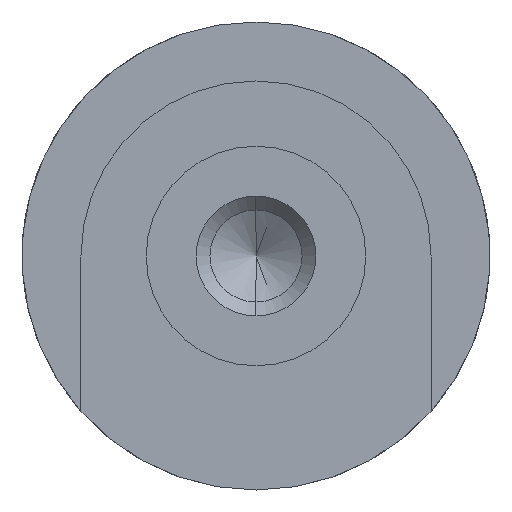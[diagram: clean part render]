
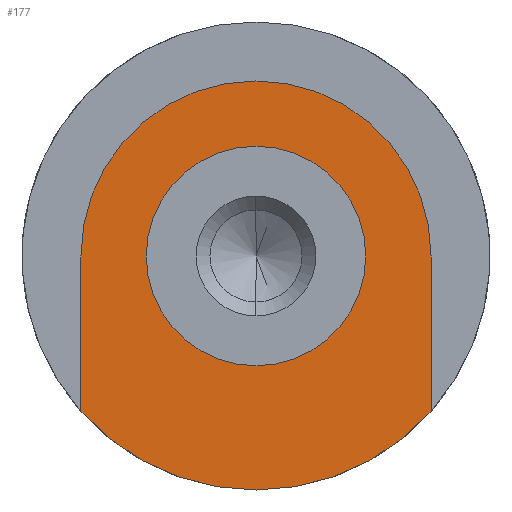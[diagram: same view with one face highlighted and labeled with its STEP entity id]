
A CAD part, left-side view. The second image highlights one B-rep face of the part: STEP entity #177.
In plain terms, the highlighted planar face has unit normal (-1, 0, 0).
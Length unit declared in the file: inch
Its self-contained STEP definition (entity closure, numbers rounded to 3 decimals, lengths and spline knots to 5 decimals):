
#13 = ORIENTED_EDGE ( 'NONE', *, *, #685, .F. ) ;
#19 = DIRECTION ( 'NONE',  ( -1., 0., 0. ) ) ;
#24 = CARTESIAN_POINT ( 'NONE',  ( 0., -0.374, 0. ) ) ;
#32 = DIRECTION ( 'NONE',  ( 0., 0., -1. ) ) ;
#33 = VERTEX_POINT ( 'NONE', #170 ) ;
#60 = AXIS2_PLACEMENT_3D ( 'NONE', #374, #696, #917 ) ;
#70 = CARTESIAN_POINT ( 'NONE',  ( 0., 0.2345, 0. ) ) ;
#76 = EDGE_CURVE ( 'NONE', #500, #199, #769, .T. ) ;
#103 = CARTESIAN_POINT ( 'NONE',  ( 0., 0.5, 0. ) ) ;
#110 = CARTESIAN_POINT ( 'NONE',  ( 0., 0.374, 0. ) ) ;
#134 = DIRECTION ( 'NONE',  ( 0., -1., 0. ) ) ;
#154 = ORIENTED_EDGE ( 'NONE', *, *, #582, .F. ) ;
#165 = CARTESIAN_POINT ( 'NONE',  ( 0., 0., -0.5 ) ) ;
#170 = CARTESIAN_POINT ( 'NONE',  ( 0., 0.374, -0.33185 ) ) ;
#177 = ADVANCED_FACE ( 'NONE', ( #261, #830 ), #819, .F. ) ;
#196 = ORIENTED_EDGE ( 'NONE', *, *, #76, .T. ) ;
#199 = VERTEX_POINT ( 'NONE', #838 ) ;
#201 = DIRECTION ( 'NONE',  ( 0., -1., 0. ) ) ;
#214 = CARTESIAN_POINT ( 'NONE',  ( 0., -0.2345, 0. ) ) ;
#224 = DIRECTION ( 'NONE',  ( -1., 0., 0. ) ) ;
#260 = AXIS2_PLACEMENT_3D ( 'NONE', #299, #224, #134 ) ;
#261 = FACE_BOUND ( 'NONE', #877, .T. ) ;
#264 = CIRCLE ( 'NONE', #392, 0.5 ) ;
#270 = VECTOR ( 'NONE', #657, 39.37008 ) ;
#299 = CARTESIAN_POINT ( 'NONE',  ( 0., 0., 0. ) ) ;
#331 = DIRECTION ( 'NONE',  ( 0., 0., -1. ) ) ;
#354 = AXIS2_PLACEMENT_3D ( 'NONE', #504, #664, #201 ) ;
#362 = DIRECTION ( 'NONE',  ( 0., 0., 1. ) ) ;
#374 = CARTESIAN_POINT ( 'NONE',  ( 0., 0., 0. ) ) ;
#380 = VECTOR ( 'NONE', #331, 39.37008 ) ;
#384 = VERTEX_POINT ( 'NONE', #165 ) ;
#387 = VERTEX_POINT ( 'NONE', #70 ) ;
#392 = AXIS2_PLACEMENT_3D ( 'NONE', #962, #19, #818 ) ;
#415 = LINE ( 'NONE', #737, #270 ) ;
#437 = VERTEX_POINT ( 'NONE', #791 ) ;
#459 = EDGE_CURVE ( 'NONE', #33, #384, #264, .T. ) ;
#500 = VERTEX_POINT ( 'NONE', #24 ) ;
#504 = CARTESIAN_POINT ( 'NONE',  ( 0., 0., 0. ) ) ;
#508 = CIRCLE ( 'NONE', #970, 0.5 ) ;
#582 = EDGE_CURVE ( 'NONE', #500, #437, #415, .T. ) ;
#593 = VERTEX_POINT ( 'NONE', #214 ) ;
#606 = EDGE_LOOP ( 'NONE', ( #915, #695, #930, #154, #196 ) ) ;
#617 = DIRECTION ( 'NONE',  ( -1., 0., 0. ) ) ;
#619 = ORIENTED_EDGE ( 'NONE', *, *, #658, .F. ) ;
#657 = DIRECTION ( 'NONE',  ( 0., 0., -1. ) ) ;
#658 = EDGE_CURVE ( 'NONE', #593, #387, #730, .T. ) ;
#664 = DIRECTION ( 'NONE',  ( -1., 0., 0. ) ) ;
#680 = CARTESIAN_POINT ( 'NONE',  ( 0., 0., 0. ) ) ;
#685 = EDGE_CURVE ( 'NONE', #387, #593, #953, .T. ) ;
#690 = EDGE_CURVE ( 'NONE', #384, #437, #508, .T. ) ;
#695 = ORIENTED_EDGE ( 'NONE', *, *, #459, .T. ) ;
#696 = DIRECTION ( 'NONE',  ( -1., 0., 0. ) ) ;
#727 = AXIS2_PLACEMENT_3D ( 'NONE', #103, #753, #32 ) ;
#730 = CIRCLE ( 'NONE', #260, 0.2345 ) ;
#737 = CARTESIAN_POINT ( 'NONE',  ( 0., -0.374, 0. ) ) ;
#753 = DIRECTION ( 'NONE',  ( 1., 0., 0. ) ) ;
#769 = CIRCLE ( 'NONE', #354, 0.374 ) ;
#791 = CARTESIAN_POINT ( 'NONE',  ( 0., -0.374, -0.33185 ) ) ;
#818 = DIRECTION ( 'NONE',  ( 0., 0., 1. ) ) ;
#819 = PLANE ( 'NONE',  #727 ) ;
#830 = FACE_OUTER_BOUND ( 'NONE', #606, .T. ) ;
#838 = CARTESIAN_POINT ( 'NONE',  ( 0., 0.374, 0. ) ) ;
#877 = EDGE_LOOP ( 'NONE', ( #13, #619 ) ) ;
#915 = ORIENTED_EDGE ( 'NONE', *, *, #944, .T. ) ;
#917 = DIRECTION ( 'NONE',  ( 0., -1., 0. ) ) ;
#930 = ORIENTED_EDGE ( 'NONE', *, *, #690, .T. ) ;
#944 = EDGE_CURVE ( 'NONE', #199, #33, #961, .T. ) ;
#953 = CIRCLE ( 'NONE', #60, 0.2345 ) ;
#961 = LINE ( 'NONE', #110, #380 ) ;
#962 = CARTESIAN_POINT ( 'NONE',  ( 0., 0., 0. ) ) ;
#970 = AXIS2_PLACEMENT_3D ( 'NONE', #680, #617, #362 ) ;
